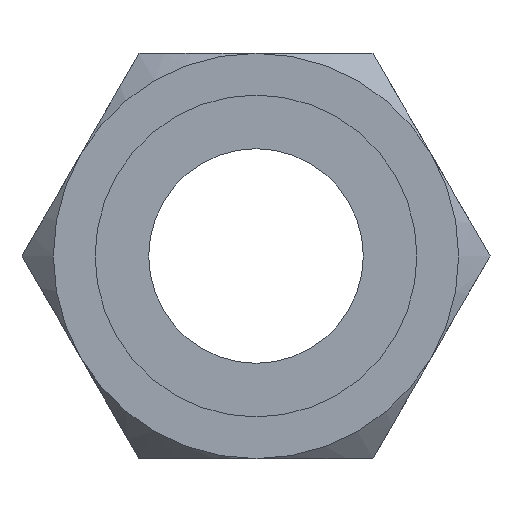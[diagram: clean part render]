
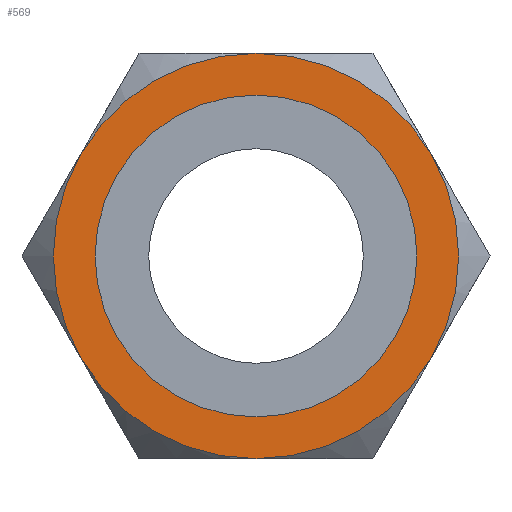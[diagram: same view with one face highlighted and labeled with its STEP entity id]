
A CAD part, left-side view. The second image highlights one B-rep face of the part: STEP entity #569.
In plain terms, the highlighted planar face has unit normal (-1, 0, 0).
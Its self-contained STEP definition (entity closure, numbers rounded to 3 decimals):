
#90 = DIRECTION ( 'NONE',  ( 0., 0., -1. ) ) ;
#202 = ORIENTED_EDGE ( 'NONE', *, *, #401, .F. ) ;
#261 = CARTESIAN_POINT ( 'NONE',  ( 19., -7.361, 4.25 ) ) ;
#302 = DIRECTION ( 'NONE',  ( 1., 0., 0. ) ) ;
#360 = CIRCLE ( 'NONE', #2520, 8.5 ) ;
#401 = EDGE_CURVE ( 'NONE', #563, #5016, #360, .T. ) ;
#448 = VERTEX_POINT ( 'NONE', #5261 ) ;
#502 = CARTESIAN_POINT ( 'NONE',  ( 19., 0., 6.75 ) ) ;
#555 = AXIS2_PLACEMENT_3D ( 'NONE', #3136, #1361, #3109 ) ;
#563 = VERTEX_POINT ( 'NONE', #261 ) ;
#569 = ADVANCED_FACE ( 'NONE', ( #1199, #1574 ), #3444, .F. ) ;
#630 = EDGE_CURVE ( 'NONE', #448, #658, #1881, .T. ) ;
#651 = CIRCLE ( 'NONE', #555, 6.75 ) ;
#653 = DIRECTION ( 'NONE',  ( 1., 0., 0. ) ) ;
#658 = VERTEX_POINT ( 'NONE', #2273 ) ;
#663 = AXIS2_PLACEMENT_3D ( 'NONE', #887, #3100, #1719 ) ;
#718 = EDGE_LOOP ( 'NONE', ( #1362, #3246 ) ) ;
#775 = CARTESIAN_POINT ( 'NONE',  ( 19., 0., 0. ) ) ;
#785 = DIRECTION ( 'NONE',  ( 0., 0., 1. ) ) ;
#887 = CARTESIAN_POINT ( 'NONE',  ( 19., 0., 0. ) ) ;
#931 = EDGE_CURVE ( 'NONE', #1860, #5192, #1296, .T. ) ;
#1199 = FACE_BOUND ( 'NONE', #718, .T. ) ;
#1296 = CIRCLE ( 'NONE', #3723, 6.75 ) ;
#1361 = DIRECTION ( 'NONE',  ( -1., 0., 0. ) ) ;
#1362 = ORIENTED_EDGE ( 'NONE', *, *, #931, .F. ) ;
#1412 = ORIENTED_EDGE ( 'NONE', *, *, #4631, .F. ) ;
#1574 = FACE_OUTER_BOUND ( 'NONE', #4089, .T. ) ;
#1686 = CARTESIAN_POINT ( 'NONE',  ( 19., 0., 0. ) ) ;
#1719 = DIRECTION ( 'NONE',  ( 0., 0., 1. ) ) ;
#1860 = VERTEX_POINT ( 'NONE', #502 ) ;
#1881 = CIRCLE ( 'NONE', #4993, 8.5 ) ;
#1970 = DIRECTION ( 'NONE',  ( 1., 0., 0. ) ) ;
#2013 = EDGE_CURVE ( 'NONE', #658, #5508, #5656, .T. ) ;
#2094 = DIRECTION ( 'NONE',  ( 0., 0., -1. ) ) ;
#2174 = AXIS2_PLACEMENT_3D ( 'NONE', #4614, #1970, #3746 ) ;
#2200 = CARTESIAN_POINT ( 'NONE',  ( 19., -7.361, -4.25 ) ) ;
#2273 = CARTESIAN_POINT ( 'NONE',  ( 19., 7.361, -4.25 ) ) ;
#2279 = CARTESIAN_POINT ( 'NONE',  ( 19., 0., 0. ) ) ;
#2389 = ORIENTED_EDGE ( 'NONE', *, *, #630, .F. ) ;
#2417 = CARTESIAN_POINT ( 'NONE',  ( 19., 0., 0. ) ) ;
#2520 = AXIS2_PLACEMENT_3D ( 'NONE', #2417, #653, #4199 ) ;
#2955 = DIRECTION ( 'NONE',  ( 0., 0., -1. ) ) ;
#3081 = AXIS2_PLACEMENT_3D ( 'NONE', #1686, #3359, #2094 ) ;
#3100 = DIRECTION ( 'NONE',  ( -1., 0., 0. ) ) ;
#3109 = DIRECTION ( 'NONE',  ( 0., 0., 1. ) ) ;
#3136 = CARTESIAN_POINT ( 'NONE',  ( 19., 0., 0. ) ) ;
#3181 = EDGE_CURVE ( 'NONE', #5192, #1860, #651, .T. ) ;
#3246 = ORIENTED_EDGE ( 'NONE', *, *, #3181, .F. ) ;
#3342 = VERTEX_POINT ( 'NONE', #4414 ) ;
#3359 = DIRECTION ( 'NONE',  ( 1., 0., 0. ) ) ;
#3444 = PLANE ( 'NONE',  #3081 ) ;
#3460 = DIRECTION ( 'NONE',  ( 0., 0., -1. ) ) ;
#3463 = ORIENTED_EDGE ( 'NONE', *, *, #5341, .T. ) ;
#3469 = CARTESIAN_POINT ( 'NONE',  ( 19., 0., 0. ) ) ;
#3723 = AXIS2_PLACEMENT_3D ( 'NONE', #3469, #4845, #785 ) ;
#3731 = AXIS2_PLACEMENT_3D ( 'NONE', #2279, #302, #90 ) ;
#3746 = DIRECTION ( 'NONE',  ( 0., 0., -1. ) ) ;
#3833 = CIRCLE ( 'NONE', #2174, 8.5 ) ;
#4089 = EDGE_LOOP ( 'NONE', ( #2389, #1412, #202, #4431, #3463, #4634 ) ) ;
#4199 = DIRECTION ( 'NONE',  ( 0., 0., -1. ) ) ;
#4219 = CIRCLE ( 'NONE', #5676, 8.5 ) ;
#4414 = CARTESIAN_POINT ( 'NONE',  ( 19., 0., 8.5 ) ) ;
#4431 = ORIENTED_EDGE ( 'NONE', *, *, #5222, .F. ) ;
#4515 = CIRCLE ( 'NONE', #663, 8.5 ) ;
#4614 = CARTESIAN_POINT ( 'NONE',  ( 19., 0., 0. ) ) ;
#4627 = DIRECTION ( 'NONE',  ( 1., 0., 0. ) ) ;
#4631 = EDGE_CURVE ( 'NONE', #5016, #448, #3833, .T. ) ;
#4634 = ORIENTED_EDGE ( 'NONE', *, *, #2013, .F. ) ;
#4757 = CARTESIAN_POINT ( 'NONE',  ( 19., 0., 0. ) ) ;
#4768 = DIRECTION ( 'NONE',  ( 1., 0., 0. ) ) ;
#4845 = DIRECTION ( 'NONE',  ( -1., 0., 0. ) ) ;
#4993 = AXIS2_PLACEMENT_3D ( 'NONE', #775, #4768, #3460 ) ;
#5016 = VERTEX_POINT ( 'NONE', #2200 ) ;
#5192 = VERTEX_POINT ( 'NONE', #5544 ) ;
#5222 = EDGE_CURVE ( 'NONE', #3342, #563, #4219, .T. ) ;
#5261 = CARTESIAN_POINT ( 'NONE',  ( 19., 0., -8.5 ) ) ;
#5341 = EDGE_CURVE ( 'NONE', #3342, #5508, #4515, .T. ) ;
#5508 = VERTEX_POINT ( 'NONE', #5645 ) ;
#5544 = CARTESIAN_POINT ( 'NONE',  ( 19., 0., -6.75 ) ) ;
#5645 = CARTESIAN_POINT ( 'NONE',  ( 19., 7.361, 4.25 ) ) ;
#5656 = CIRCLE ( 'NONE', #3731, 8.5 ) ;
#5676 = AXIS2_PLACEMENT_3D ( 'NONE', #4757, #4627, #2955 ) ;
